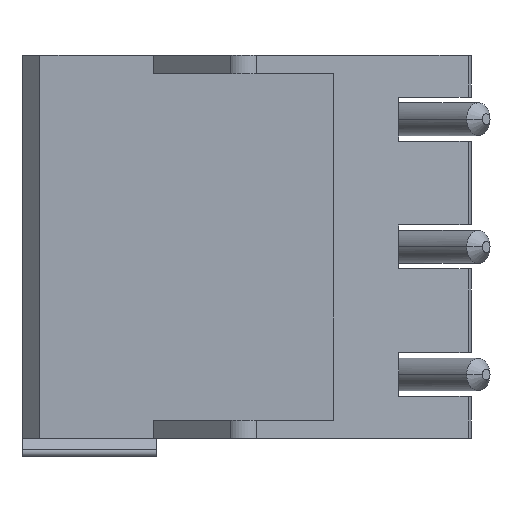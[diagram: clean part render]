
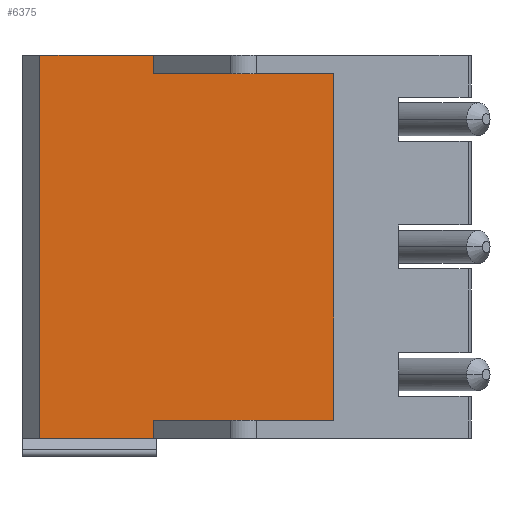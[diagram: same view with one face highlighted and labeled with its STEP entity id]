
A CAD part, left-side view. The second image highlights one B-rep face of the part: STEP entity #6375.
In plain terms, the highlighted planar face has unit normal (-1, 0, 0).
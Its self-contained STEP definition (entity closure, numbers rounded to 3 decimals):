
#1405=DIRECTION('',(0.,0.,1.));
#1406=VECTOR('',#1405,9.5);
#1407=CARTESIAN_POINT('',(-2.642,-2.047,-8.25));
#1408=LINE('',#1407,#1406);
#1677=DIRECTION('',(0.,-1.,0.));
#1678=VECTOR('',#1677,3.111);
#1679=CARTESIAN_POINT('',(-2.642,6.009,1.75));
#1680=LINE('',#1679,#1678);
#1838=DIRECTION('',(0.,1.,0.));
#1839=VECTOR('',#1838,4.945);
#1840=CARTESIAN_POINT('',(-2.642,-2.047,-8.25));
#1841=LINE('',#1840,#1839);
#1842=DIRECTION('',(0.,0.,1.));
#1843=VECTOR('',#1842,0.5);
#1844=CARTESIAN_POINT('',(-2.642,2.898,-8.75));
#1845=LINE('',#1844,#1843);
#1846=DIRECTION('',(0.,1.,0.));
#1847=VECTOR('',#1846,3.111);
#1848=CARTESIAN_POINT('',(-2.642,2.898,-8.75));
#1849=LINE('',#1848,#1847);
#1850=DIRECTION('',(0.,0.,1.));
#1851=VECTOR('',#1850,10.5);
#1852=CARTESIAN_POINT('',(-2.642,6.009,-8.75));
#1853=LINE('',#1852,#1851);
#1854=DIRECTION('',(0.,0.,-1.));
#1855=VECTOR('',#1854,0.5);
#1856=CARTESIAN_POINT('',(-2.642,2.898,1.75));
#1857=LINE('',#1856,#1855);
#1858=DIRECTION('',(0.,-1.,0.));
#1859=VECTOR('',#1858,4.945);
#1860=CARTESIAN_POINT('',(-2.642,2.898,1.25));
#1861=LINE('',#1860,#1859);
#3222=CARTESIAN_POINT('',(-2.642,6.009,-8.75));
#3224=VERTEX_POINT('',#3222);
#3252=CARTESIAN_POINT('',(-2.642,6.009,1.75));
#3254=VERTEX_POINT('',#3252);
#3263=CARTESIAN_POINT('',(-2.642,2.898,1.75));
#3264=CARTESIAN_POINT('',(-2.642,2.898,1.25));
#3265=VERTEX_POINT('',#3263);
#3266=VERTEX_POINT('',#3264);
#3267=CARTESIAN_POINT('',(-2.642,-2.047,1.25));
#3268=VERTEX_POINT('',#3267);
#3277=CARTESIAN_POINT('',(-2.642,-2.047,-8.25));
#3278=CARTESIAN_POINT('',(-2.642,2.898,-8.25));
#3279=VERTEX_POINT('',#3277);
#3280=VERTEX_POINT('',#3278);
#3281=CARTESIAN_POINT('',(-2.642,2.898,-8.75));
#3282=VERTEX_POINT('',#3281);
#6356=CARTESIAN_POINT('',(-2.642,6.009,-8.75));
#6357=DIRECTION('',(-1.,0.,0.));
#6358=DIRECTION('',(0.,-1.,0.));
#6359=AXIS2_PLACEMENT_3D('',#6356,#6357,#6358);
#6360=PLANE('',#6359);
#6362=ORIENTED_EDGE('',*,*,#6361,.T.);
#6364=ORIENTED_EDGE('',*,*,#6363,.F.);
#6365=ORIENTED_EDGE('',*,*,#4003,.T.);
#6367=ORIENTED_EDGE('',*,*,#6366,.T.);
#6368=ORIENTED_EDGE('',*,*,#6085,.T.);
#6370=ORIENTED_EDGE('',*,*,#6369,.T.);
#6371=ORIENTED_EDGE('',*,*,#6347,.T.);
#6372=ORIENTED_EDGE('',*,*,#5834,.F.);
#6373=EDGE_LOOP('',(#6362,#6364,#6365,#6367,#6368,#6370,#6371,#6372));
#6374=FACE_OUTER_BOUND('',#6373,.F.);
#4003=EDGE_CURVE('',#3282,#3224,#1849,.T.);
#5834=EDGE_CURVE('',#3279,#3268,#1408,.T.);
#6085=EDGE_CURVE('',#3254,#3265,#1680,.T.);
#6347=EDGE_CURVE('',#3266,#3268,#1861,.T.);
#6361=EDGE_CURVE('',#3279,#3280,#1841,.T.);
#6363=EDGE_CURVE('',#3282,#3280,#1845,.T.);
#6366=EDGE_CURVE('',#3224,#3254,#1853,.T.);
#6369=EDGE_CURVE('',#3265,#3266,#1857,.T.);
#6375=ADVANCED_FACE('',(#6374),#6360,.T.);
